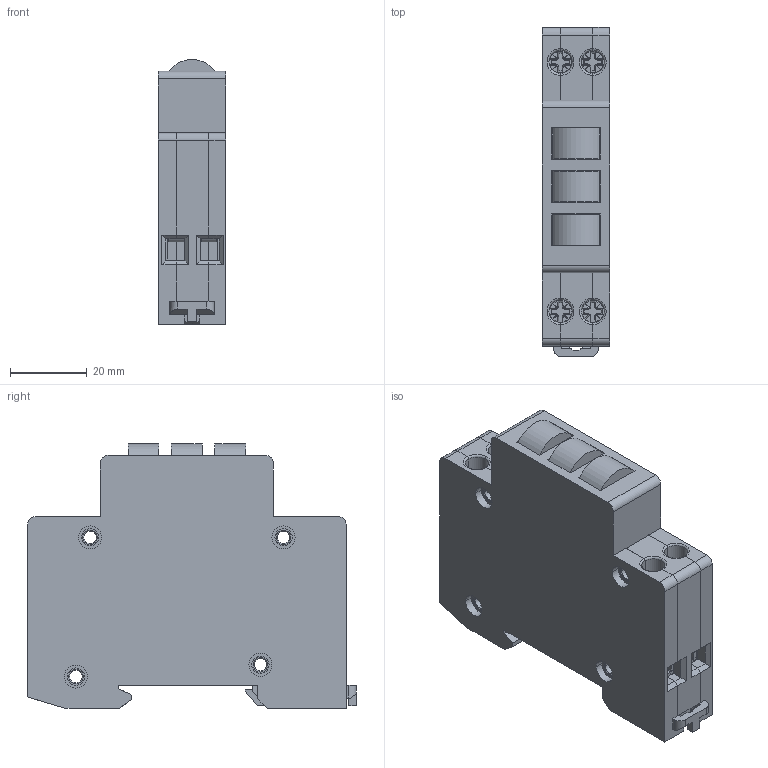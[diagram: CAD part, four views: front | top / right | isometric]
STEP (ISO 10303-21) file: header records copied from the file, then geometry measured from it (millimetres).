
FILE_DESCRIPTION (( 'STEP AP214' ), '1' );
FILE_NAME ('ﾑﾈﾔ63.STEP', '2013-04-05T09:21:55', ( '1' ), ( 'keaz' ), 'SwSTEP 2.0', 'SolidWorks 2007', '' );
FILE_SCHEMA (( 'AUTOMOTIVE_DESIGN' ));
Length unit declared in the file: millimetre
Products named in the file (10): Êîëîäêà ÑÈÔ63_Ïî óìîë÷àíèþ; Áîêîâèíà ïðàâàÿ ÑÈÔ63_Ïî óìîë÷àíèþ; Âûâîä ÑÈÔ63_Ïî óìîë÷àíèþ; Ñåðåäèíà ÑÈÔ63_Ïî óìîë÷àíèþ; Áîêîâèíà ëåâàÿ ÑÈÔ63ç_Ïî óìîë÷àíèþ; ﾑﾈﾔ63; Ëàìïî÷êà_çåëåíûé; Çàêëåïêà ËÑ63-ÑÈÔ63_1-õ; Çàù¸ëêà_îò ÂÌ63_New_ÃÆÈÊ.741358.031_äëÿ ñáîðêè; Âèíò ÑÈÔ63
Assembly tree (23 placements, depth 2):
  ﾑﾈﾔ63
    Âûâîä ÑÈÔ63_Ïî óìîë÷àíèþ  x4
    Âèíò ÑÈÔ63  x4
    Çàêëåïêà ËÑ63-ÑÈÔ63_1-õ  x4
    Êîëîäêà ÑÈÔ63_Ïî óìîë÷àíèþ  x4
    Ëàìïî÷êà_çåëåíûé  x3
    Ñåðåäèíà ÑÈÔ63_Ïî óìîë÷àíèþ
    Çàù¸ëêà_îò ÂÌ63_New_ÃÆÈÊ.741358.031_äëÿ ñáîðêè
    Áîêîâèíà ïðàâàÿ ÑÈÔ63_Ïî óìîë÷àíèþ
    Áîêîâèíà ëåâàÿ ÑÈÔ63ç_Ïî óìîë÷àíèþ
Bounding box: 17.5 x 85.7 x 69.05 mm (x, y, z)
Volume: 68362 mm3; surface area: 47477 mm2
Topology: 23 solids, 23 shells, 1218 faces, 3140 edges, 1999 vertices
Faces by surface type: plane 840, cylinder 310, torus 60, cone 8
Entity records: 22304 total; most frequent: CARTESIAN_POINT 3976, ORIENTED_EDGE 3772, DIRECTION 3719, EDGE_CURVE 1886, VECTOR 1423, LINE 1423, VERTEX_POINT 1225, AXIS2_PLACEMENT_3D 1148
